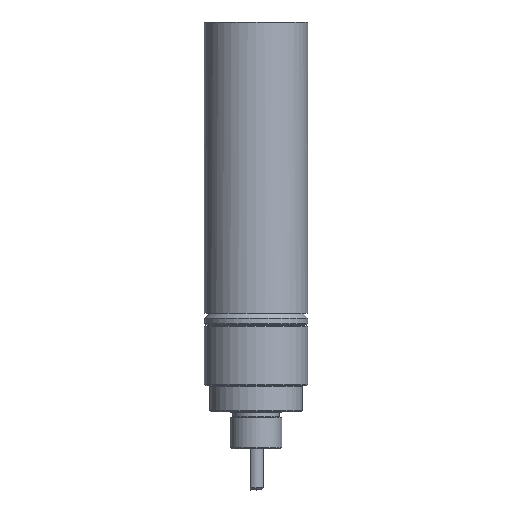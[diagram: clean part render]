
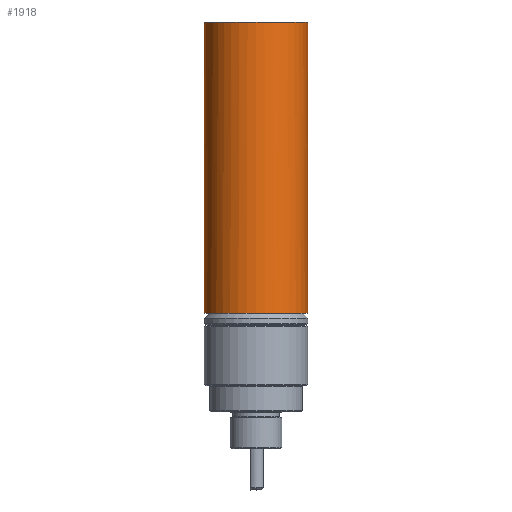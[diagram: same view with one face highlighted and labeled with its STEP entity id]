
A CAD part, front view. The second image highlights one B-rep face of the part: STEP entity #1918.
In plain terms, the highlighted cylindrical face has radius 5 mm (diameter 10 mm), a full revolution.
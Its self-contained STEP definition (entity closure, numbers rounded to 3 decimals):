
#18=CYLINDRICAL_SURFACE('',#2046,5.);
#118=FACE_OUTER_BOUND('',#220,.T.);
#220=EDGE_LOOP('',(#1269,#1270,#1271,#1272,#1273,#1274,#1275,#1276,#1277));
#331=CIRCLE('',#2040,5.);
#332=CIRCLE('',#2041,5.);
#333=CIRCLE('',#2043,5.);
#334=CIRCLE('',#2044,5.);
#336=CIRCLE('',#2047,5.);
#396=LINE('',#2768,#601);
#397=LINE('',#2770,#602);
#398=LINE('',#2773,#603);
#601=VECTOR('',#2228,5.);
#602=VECTOR('',#2229,1.9);
#603=VECTOR('',#2232,1.9);
#808=VERTEX_POINT('',#2754);
#809=VERTEX_POINT('',#2755);
#810=VERTEX_POINT('',#2757);
#811=VERTEX_POINT('',#2761);
#812=VERTEX_POINT('',#2762);
#814=VERTEX_POINT('',#2769);
#815=VERTEX_POINT('',#2771);
#992=EDGE_CURVE('',#810,#809,#331,.T.);
#993=EDGE_CURVE('',#808,#810,#332,.T.);
#994=EDGE_CURVE('',#811,#812,#333,.T.);
#995=EDGE_CURVE('',#812,#811,#334,.T.);
#997=EDGE_CURVE('',#812,#810,#396,.T.);
#998=EDGE_CURVE('',#809,#814,#397,.T.);
#999=EDGE_CURVE('',#814,#815,#336,.T.);
#1000=EDGE_CURVE('',#815,#808,#398,.T.);
#1269=ORIENTED_EDGE('',*,*,#994,.F.);
#1270=ORIENTED_EDGE('',*,*,#995,.F.);
#1271=ORIENTED_EDGE('',*,*,#997,.T.);
#1272=ORIENTED_EDGE('',*,*,#992,.T.);
#1273=ORIENTED_EDGE('',*,*,#998,.T.);
#1274=ORIENTED_EDGE('',*,*,#999,.T.);
#1275=ORIENTED_EDGE('',*,*,#1000,.T.);
#1276=ORIENTED_EDGE('',*,*,#993,.T.);
#1277=ORIENTED_EDGE('',*,*,#997,.F.);
#1918=ADVANCED_FACE('',(#118),#18,.T.);
#2040=AXIS2_PLACEMENT_3D('',#2758,#2214,#2215);
#2041=AXIS2_PLACEMENT_3D('',#2759,#2216,#2217);
#2043=AXIS2_PLACEMENT_3D('',#2763,#2220,#2221);
#2044=AXIS2_PLACEMENT_3D('',#2764,#2222,#2223);
#2046=AXIS2_PLACEMENT_3D('',#2767,#2226,#2227);
#2047=AXIS2_PLACEMENT_3D('',#2772,#2230,#2231);
#2214=DIRECTION('center_axis',(0.,0.,
-1.));
#2215=DIRECTION('ref_axis',(0.,1.,0.));
#2216=DIRECTION('center_axis',(0.,0.,
-1.));
#2217=DIRECTION('ref_axis',(0.,1.,0.));
#2220=DIRECTION('center_axis',(0.,0.,
-1.));
#2221=DIRECTION('ref_axis',(0.,1.,0.));
#2222=DIRECTION('center_axis',(0.,0.,
-1.));
#2223=DIRECTION('ref_axis',(0.,1.,0.));
#2226=DIRECTION('center_axis',(0.,0.,
-1.));
#2227=DIRECTION('ref_axis',(0.,1.,0.));
#2228=DIRECTION('',(0.,0.,1.));
#2229=DIRECTION('',(0.,0.,-1.));
#2230=DIRECTION('center_axis',(0.,0.,
-1.));
#2231=DIRECTION('ref_axis',(0.,1.,0.));
#2232=DIRECTION('',(0.,0.,1.));
#2754=CARTESIAN_POINT('',(2.465,4.35,29.815));
#2755=CARTESIAN_POINT('',(-2.465,4.35,29.815));
#2757=CARTESIAN_POINT('',(0.,-5.,29.815));
#2758=CARTESIAN_POINT('Origin',(0.,0.,
29.815));
#2759=CARTESIAN_POINT('Origin',(0.,0.,
29.815));
#2761=CARTESIAN_POINT('',(0.,5.,1.715));
#2762=CARTESIAN_POINT('',(0.,-5.,1.715));
#2763=CARTESIAN_POINT('Origin',(0.,0.,
1.715));
#2764=CARTESIAN_POINT('Origin',(0.,0.,
1.715));
#2767=CARTESIAN_POINT('Origin',(0.,0.,
15.765));
#2768=CARTESIAN_POINT('',(0.,-5.,15.765));
#2769=CARTESIAN_POINT('',(-2.465,4.35,27.915));
#2770=CARTESIAN_POINT('',(-2.465,4.35,29.815));
#2771=CARTESIAN_POINT('',(2.465,4.35,27.915));
#2772=CARTESIAN_POINT('Origin',(0.,0.,
27.915));
#2773=CARTESIAN_POINT('',(2.465,4.35,27.915));
